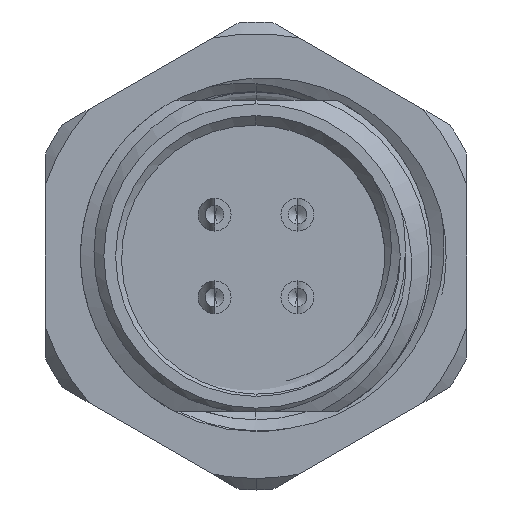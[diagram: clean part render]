
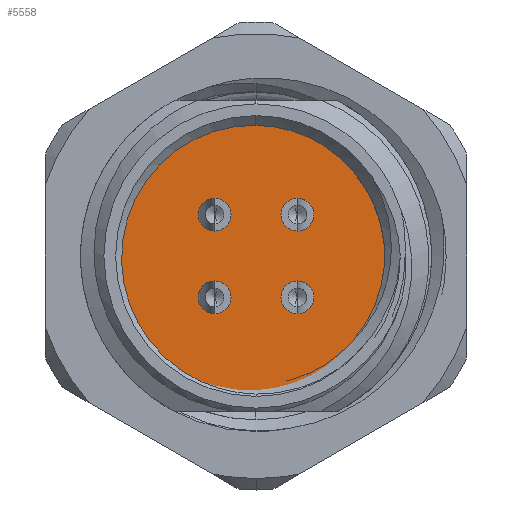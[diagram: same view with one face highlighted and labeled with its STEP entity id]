
A CAD part, left-side view. The second image highlights one B-rep face of the part: STEP entity #5558.
In plain terms, the highlighted planar face has unit normal (-1, 0, 0).
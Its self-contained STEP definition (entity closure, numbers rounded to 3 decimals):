
#479 = VERTEX_POINT ( 'NONE', #4884 ) ;
#481 = AXIS2_PLACEMENT_3D ( 'NONE', #10397, #5258, #1904 ) ;
#486 = DIRECTION ( 'NONE',  ( 0., 1., 0. ) ) ;
#532 = EDGE_CURVE ( 'NONE', #7112, #5759, #4777, .T. ) ;
#558 = ORIENTED_EDGE ( 'NONE', *, *, #9348, .F. ) ;
#732 = DIRECTION ( 'NONE',  ( 0., -1., 0. ) ) ;
#755 = CARTESIAN_POINT ( 'NONE',  ( -13., -2.468, -1.768 ) ) ;
#804 = CIRCLE ( 'NONE', #4794, 0.7 ) ;
#880 = EDGE_LOOP ( 'NONE', ( #7292, #3627 ) ) ;
#1020 = EDGE_LOOP ( 'NONE', ( #2479, #3361 ) ) ;
#1119 = DIRECTION ( 'NONE',  ( 0., -1., 0. ) ) ;
#1259 = AXIS2_PLACEMENT_3D ( 'NONE', #2278, #5843, #11096 ) ;
#1337 = DIRECTION ( 'NONE',  ( 1., 0., 0. ) ) ;
#1390 = AXIS2_PLACEMENT_3D ( 'NONE', #9646, #1665, #11118 ) ;
#1637 = CARTESIAN_POINT ( 'NONE',  ( -13., -2.468, 1.768 ) ) ;
#1665 = DIRECTION ( 'NONE',  ( 1., 0., 0. ) ) ;
#1798 = DIRECTION ( 'NONE',  ( -1., 0., 0. ) ) ;
#1840 = VERTEX_POINT ( 'NONE', #755 ) ;
#1904 = DIRECTION ( 'NONE',  ( 0., -1., 0. ) ) ;
#1921 = AXIS2_PLACEMENT_3D ( 'NONE', #5481, #8076, #1119 ) ;
#1952 = VERTEX_POINT ( 'NONE', #9639 ) ;
#2017 = VERTEX_POINT ( 'NONE', #7170 ) ;
#2089 = EDGE_CURVE ( 'NONE', #2017, #3116, #804, .T. ) ;
#2278 = CARTESIAN_POINT ( 'NONE',  ( -13., 1.768, -1.768 ) ) ;
#2281 = AXIS2_PLACEMENT_3D ( 'NONE', #10291, #1798, #8576 ) ;
#2420 = CARTESIAN_POINT ( 'NONE',  ( -13., -1.768, 1.768 ) ) ;
#2460 = CIRCLE ( 'NONE', #481, 0.7 ) ;
#2479 = ORIENTED_EDGE ( 'NONE', *, *, #2946, .F. ) ;
#2589 = FACE_BOUND ( 'NONE', #5113, .T. ) ;
#2946 = EDGE_CURVE ( 'NONE', #4589, #5478, #3926, .T. ) ;
#3107 = CARTESIAN_POINT ( 'NONE',  ( -13., 2.468, 1.768 ) ) ;
#3116 = VERTEX_POINT ( 'NONE', #3107 ) ;
#3280 = EDGE_CURVE ( 'NONE', #479, #1952, #11140, .T. ) ;
#3351 = VERTEX_POINT ( 'NONE', #7896 ) ;
#3361 = ORIENTED_EDGE ( 'NONE', *, *, #6948, .F. ) ;
#3558 = CARTESIAN_POINT ( 'NONE',  ( -13., 2.468, -1.768 ) ) ;
#3627 = ORIENTED_EDGE ( 'NONE', *, *, #7149, .F. ) ;
#3926 = CIRCLE ( 'NONE', #1921, 0.7 ) ;
#3930 = CIRCLE ( 'NONE', #4837, 0.7 ) ;
#4076 = DIRECTION ( 'NONE',  ( -1., 0., 0. ) ) ;
#4135 = AXIS2_PLACEMENT_3D ( 'NONE', #7335, #1337, #486 ) ;
#4293 = FACE_BOUND ( 'NONE', #5181, .T. ) ;
#4425 = ORIENTED_EDGE ( 'NONE', *, *, #9575, .F. ) ;
#4589 = VERTEX_POINT ( 'NONE', #1637 ) ;
#4777 = CIRCLE ( 'NONE', #9828, 0.7 ) ;
#4794 = AXIS2_PLACEMENT_3D ( 'NONE', #7285, #9044, #6438 ) ;
#4837 = AXIS2_PLACEMENT_3D ( 'NONE', #7666, #10330, #10215 ) ;
#4884 = CARTESIAN_POINT ( 'NONE',  ( -13., -6., 0. ) ) ;
#5038 = DIRECTION ( 'NONE',  ( -1., 0., 0. ) ) ;
#5048 = CIRCLE ( 'NONE', #1259, 0.7 ) ;
#5113 = EDGE_LOOP ( 'NONE', ( #5826, #4425 ) ) ;
#5181 = EDGE_LOOP ( 'NONE', ( #6972, #9738 ) ) ;
#5258 = DIRECTION ( 'NONE',  ( -1., 0., 0. ) ) ;
#5478 = VERTEX_POINT ( 'NONE', #6730 ) ;
#5481 = CARTESIAN_POINT ( 'NONE',  ( -13., -1.768, 1.768 ) ) ;
#5558 = ADVANCED_FACE ( 'NONE', ( #4293, #10171, #6781, #2589, #6045 ), #10228, .T. ) ;
#5574 = AXIS2_PLACEMENT_3D ( 'NONE', #8699, #5038, #732 ) ;
#5577 = EDGE_CURVE ( 'NONE', #3116, #2017, #2460, .T. ) ;
#5759 = VERTEX_POINT ( 'NONE', #3558 ) ;
#5826 = ORIENTED_EDGE ( 'NONE', *, *, #532, .F. ) ;
#5835 = DIRECTION ( 'NONE',  ( -1., 0., 0. ) ) ;
#5843 = DIRECTION ( 'NONE',  ( -1., 0., 0. ) ) ;
#6045 = FACE_OUTER_BOUND ( 'NONE', #7241, .T. ) ;
#6116 = EDGE_CURVE ( 'NONE', #1840, #3351, #3930, .T. ) ;
#6168 = CARTESIAN_POINT ( 'NONE',  ( -13., 1.068, -1.768 ) ) ;
#6438 = DIRECTION ( 'NONE',  ( 0., -1., 0. ) ) ;
#6730 = CARTESIAN_POINT ( 'NONE',  ( -13., -1.068, 1.768 ) ) ;
#6781 = FACE_BOUND ( 'NONE', #1020, .T. ) ;
#6948 = EDGE_CURVE ( 'NONE', #5478, #4589, #8802, .T. ) ;
#6972 = ORIENTED_EDGE ( 'NONE', *, *, #2089, .F. ) ;
#7112 = VERTEX_POINT ( 'NONE', #6168 ) ;
#7149 = EDGE_CURVE ( 'NONE', #3351, #1840, #10981, .T. ) ;
#7170 = CARTESIAN_POINT ( 'NONE',  ( -13., 1.068, 1.768 ) ) ;
#7241 = EDGE_LOOP ( 'NONE', ( #558, #8739 ) ) ;
#7285 = CARTESIAN_POINT ( 'NONE',  ( -13., 1.768, 1.768 ) ) ;
#7292 = ORIENTED_EDGE ( 'NONE', *, *, #6116, .F. ) ;
#7335 = CARTESIAN_POINT ( 'NONE',  ( -13., 0., 0. ) ) ;
#7666 = CARTESIAN_POINT ( 'NONE',  ( -13., -1.768, -1.768 ) ) ;
#7896 = CARTESIAN_POINT ( 'NONE',  ( -13., -1.068, -1.768 ) ) ;
#8076 = DIRECTION ( 'NONE',  ( -1., 0., 0. ) ) ;
#8263 = DIRECTION ( 'NONE',  ( 0., -1., 0. ) ) ;
#8576 = DIRECTION ( 'NONE',  ( 0., -1., 0. ) ) ;
#8699 = CARTESIAN_POINT ( 'NONE',  ( -13., -1.768, -1.768 ) ) ;
#8739 = ORIENTED_EDGE ( 'NONE', *, *, #3280, .F. ) ;
#8802 = CIRCLE ( 'NONE', #9341, 0.7 ) ;
#9013 = CIRCLE ( 'NONE', #4135, 6. ) ;
#9044 = DIRECTION ( 'NONE',  ( -1., 0., 0. ) ) ;
#9277 = DIRECTION ( 'NONE',  ( 0., -1., 0. ) ) ;
#9341 = AXIS2_PLACEMENT_3D ( 'NONE', #2420, #4076, #8263 ) ;
#9348 = EDGE_CURVE ( 'NONE', #1952, #479, #9013, .T. ) ;
#9575 = EDGE_CURVE ( 'NONE', #5759, #7112, #5048, .T. ) ;
#9639 = CARTESIAN_POINT ( 'NONE',  ( -13., 6., 0. ) ) ;
#9646 = CARTESIAN_POINT ( 'NONE',  ( -13., 0., 0. ) ) ;
#9738 = ORIENTED_EDGE ( 'NONE', *, *, #5577, .F. ) ;
#9828 = AXIS2_PLACEMENT_3D ( 'NONE', #10758, #5835, #9277 ) ;
#10171 = FACE_BOUND ( 'NONE', #880, .T. ) ;
#10215 = DIRECTION ( 'NONE',  ( 0., -1., 0. ) ) ;
#10228 = PLANE ( 'NONE',  #2281 ) ;
#10291 = CARTESIAN_POINT ( 'NONE',  ( -13., 0., 0. ) ) ;
#10330 = DIRECTION ( 'NONE',  ( -1., 0., 0. ) ) ;
#10397 = CARTESIAN_POINT ( 'NONE',  ( -13., 1.768, 1.768 ) ) ;
#10758 = CARTESIAN_POINT ( 'NONE',  ( -13., 1.768, -1.768 ) ) ;
#10981 = CIRCLE ( 'NONE', #5574, 0.7 ) ;
#11096 = DIRECTION ( 'NONE',  ( 0., -1., 0. ) ) ;
#11118 = DIRECTION ( 'NONE',  ( 0., 1., 0. ) ) ;
#11140 = CIRCLE ( 'NONE', #1390, 6. ) ;
